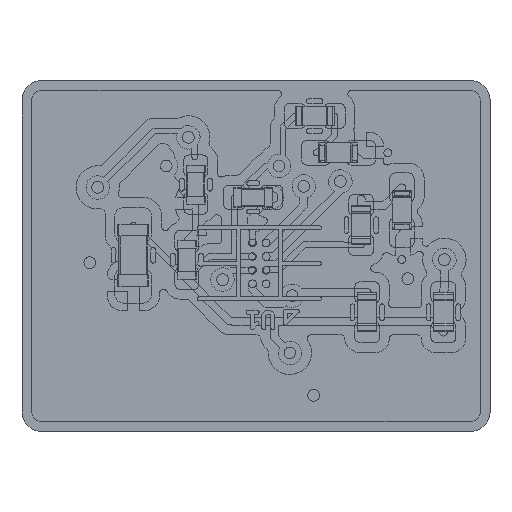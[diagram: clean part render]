
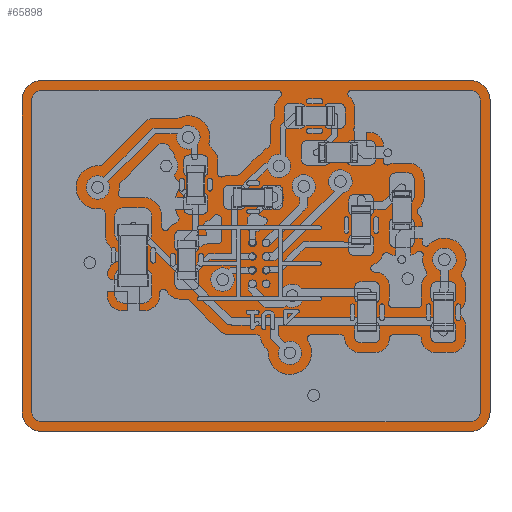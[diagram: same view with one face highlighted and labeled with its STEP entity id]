
A CAD part, top view. The second image highlights one B-rep face of the part: STEP entity #65898.
In plain terms, the highlighted planar face has unit normal (0, 0, 1).
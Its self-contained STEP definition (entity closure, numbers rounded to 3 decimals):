
#65595 = VERTEX_POINT('',#65596);
#65596 = CARTESIAN_POINT('',(160.841,-98.73,1.51));
#65602 = EDGE_CURVE('',#65595,#65603,#65605,.T.);
#65603 = VERTEX_POINT('',#65604);
#65604 = CARTESIAN_POINT('',(161.341,-99.23,1.51));
#65605 = CIRCLE('',#65606,0.5);
#65606 = AXIS2_PLACEMENT_3D('',#65607,#65608,#65609);
#65607 = CARTESIAN_POINT('',(160.841,-99.23,1.51));
#65608 = DIRECTION('',(0.,0.,-1.));
#65609 = DIRECTION('',(0.,1.,0.));
#65637 = VERTEX_POINT('',#65638);
#65638 = CARTESIAN_POINT('',(149.841,-98.73,1.51));
#65644 = EDGE_CURVE('',#65637,#65595,#65645,.T.);
#65645 = LINE('',#65646,#65647);
#65646 = CARTESIAN_POINT('',(149.841,-98.73,1.51));
#65647 = VECTOR('',#65648,1.);
#65648 = DIRECTION('',(1.,0.,0.));
#65666 = EDGE_CURVE('',#65603,#65667,#65669,.T.);
#65667 = VERTEX_POINT('',#65668);
#65668 = CARTESIAN_POINT('',(161.341,-107.23,1.51));
#65669 = LINE('',#65670,#65671);
#65670 = CARTESIAN_POINT('',(161.341,-99.23,1.51));
#65671 = VECTOR('',#65672,1.);
#65672 = DIRECTION('',(0.,-1.,0.));
#65898 = ADVANCED_FACE('',(#65899,#65945,#65956,#65967,#65978,#65989,
    #66000,#66011,#66022,#66033,#66044,#66055,#66066,#66077,#66088),
  #66099,.T.);
#65899 = FACE_BOUND('',#65900,.T.);
#65900 = EDGE_LOOP('',(#65901,#65902,#65903,#65912,#65920,#65929,#65937,
    #65944));
#65901 = ORIENTED_EDGE('',*,*,#65602,.F.);
#65902 = ORIENTED_EDGE('',*,*,#65644,.F.);
#65903 = ORIENTED_EDGE('',*,*,#65904,.F.);
#65904 = EDGE_CURVE('',#65905,#65637,#65907,.T.);
#65905 = VERTEX_POINT('',#65906);
#65906 = CARTESIAN_POINT('',(149.341,-99.23,1.51));
#65907 = CIRCLE('',#65908,0.5);
#65908 = AXIS2_PLACEMENT_3D('',#65909,#65910,#65911);
#65909 = CARTESIAN_POINT('',(149.841,-99.23,1.51));
#65910 = DIRECTION('',(0.,0.,-1.));
#65911 = DIRECTION('',(-1.,0.,0.));
#65912 = ORIENTED_EDGE('',*,*,#65913,.F.);
#65913 = EDGE_CURVE('',#65914,#65905,#65916,.T.);
#65914 = VERTEX_POINT('',#65915);
#65915 = CARTESIAN_POINT('',(149.341,-107.23,1.51));
#65916 = LINE('',#65917,#65918);
#65917 = CARTESIAN_POINT('',(149.341,-107.23,1.51));
#65918 = VECTOR('',#65919,1.);
#65919 = DIRECTION('',(0.,1.,0.));
#65920 = ORIENTED_EDGE('',*,*,#65921,.F.);
#65921 = EDGE_CURVE('',#65922,#65914,#65924,.T.);
#65922 = VERTEX_POINT('',#65923);
#65923 = CARTESIAN_POINT('',(149.841,-107.73,1.51));
#65924 = CIRCLE('',#65925,0.5);
#65925 = AXIS2_PLACEMENT_3D('',#65926,#65927,#65928);
#65926 = CARTESIAN_POINT('',(149.841,-107.23,1.51));
#65927 = DIRECTION('',(0.,0.,-1.));
#65928 = DIRECTION('',(0.,-1.,-0.));
#65929 = ORIENTED_EDGE('',*,*,#65930,.F.);
#65930 = EDGE_CURVE('',#65931,#65922,#65933,.T.);
#65931 = VERTEX_POINT('',#65932);
#65932 = CARTESIAN_POINT('',(160.841,-107.73,1.51));
#65933 = LINE('',#65934,#65935);
#65934 = CARTESIAN_POINT('',(160.841,-107.73,1.51));
#65935 = VECTOR('',#65936,1.);
#65936 = DIRECTION('',(-1.,0.,0.));
#65937 = ORIENTED_EDGE('',*,*,#65938,.F.);
#65938 = EDGE_CURVE('',#65667,#65931,#65939,.T.);
#65939 = CIRCLE('',#65940,0.5);
#65940 = AXIS2_PLACEMENT_3D('',#65941,#65942,#65943);
#65941 = CARTESIAN_POINT('',(160.841,-107.23,1.51));
#65942 = DIRECTION('',(0.,0.,-1.));
#65943 = DIRECTION('',(1.,0.,0.));
#65944 = ORIENTED_EDGE('',*,*,#65666,.F.);
#65945 = FACE_BOUND('',#65946,.T.);
#65946 = EDGE_LOOP('',(#65947));
#65947 = ORIENTED_EDGE('',*,*,#65948,.T.);
#65948 = EDGE_CURVE('',#65949,#65949,#65951,.T.);
#65949 = VERTEX_POINT('',#65950);
#65950 = CARTESIAN_POINT('',(154.483,-103.985,1.51));
#65951 = CIRCLE('',#65952,0.15);
#65952 = AXIS2_PLACEMENT_3D('',#65953,#65954,#65955);
#65953 = CARTESIAN_POINT('',(154.483,-103.835,1.51));
#65954 = DIRECTION('',(-0.,0.,-1.));
#65955 = DIRECTION('',(-0.,-1.,0.));
#65956 = FACE_BOUND('',#65957,.T.);
#65957 = EDGE_LOOP('',(#65958));
#65958 = ORIENTED_EDGE('',*,*,#65959,.T.);
#65959 = EDGE_CURVE('',#65960,#65960,#65962,.T.);
#65960 = VERTEX_POINT('',#65961);
#65961 = CARTESIAN_POINT('',(156.82,-106.957,1.51));
#65962 = CIRCLE('',#65963,0.15);
#65963 = AXIS2_PLACEMENT_3D('',#65964,#65965,#65966);
#65964 = CARTESIAN_POINT('',(156.82,-106.807,1.51));
#65965 = DIRECTION('',(-0.,0.,-1.));
#65966 = DIRECTION('',(-0.,-1.,0.));
#65967 = FACE_BOUND('',#65968,.T.);
#65968 = EDGE_LOOP('',(#65969));
#65969 = ORIENTED_EDGE('',*,*,#65970,.T.);
#65970 = EDGE_CURVE('',#65971,#65971,#65973,.T.);
#65971 = VERTEX_POINT('',#65972);
#65972 = CARTESIAN_POINT('',(156.21,-105.865,1.51));
#65973 = CIRCLE('',#65974,0.15);
#65974 = AXIS2_PLACEMENT_3D('',#65975,#65976,#65977);
#65975 = CARTESIAN_POINT('',(156.21,-105.715,1.51));
#65976 = DIRECTION('',(-0.,0.,-1.));
#65977 = DIRECTION('',(-0.,-1.,0.));
#65978 = FACE_BOUND('',#65979,.T.);
#65979 = EDGE_LOOP('',(#65980));
#65980 = ORIENTED_EDGE('',*,*,#65981,.T.);
#65981 = EDGE_CURVE('',#65982,#65982,#65984,.T.);
#65982 = VERTEX_POINT('',#65983);
#65983 = CARTESIAN_POINT('',(156.266,-104.399,1.51));
#65984 = CIRCLE('',#65985,0.15);
#65985 = AXIS2_PLACEMENT_3D('',#65986,#65987,#65988);
#65986 = CARTESIAN_POINT('',(156.266,-104.249,1.51));
#65987 = DIRECTION('',(-0.,0.,-1.));
#65988 = DIRECTION('',(-0.,-1.,0.));
#65989 = FACE_BOUND('',#65990,.T.);
#65990 = EDGE_LOOP('',(#65991));
#65991 = ORIENTED_EDGE('',*,*,#65992,.T.);
#65992 = EDGE_CURVE('',#65993,#65993,#65995,.T.);
#65993 = VERTEX_POINT('',#65994);
#65994 = CARTESIAN_POINT('',(159.233,-103.96,1.51));
#65995 = CIRCLE('',#65996,0.15);
#65996 = AXIS2_PLACEMENT_3D('',#65997,#65998,#65999);
#65997 = CARTESIAN_POINT('',(159.233,-103.81,1.51));
#65998 = DIRECTION('',(-0.,0.,-1.));
#65999 = DIRECTION('',(-0.,-1.,0.));
#66000 = FACE_BOUND('',#66001,.T.);
#66001 = EDGE_LOOP('',(#66002));
#66002 = ORIENTED_EDGE('',*,*,#66003,.T.);
#66003 = EDGE_CURVE('',#66004,#66004,#66006,.T.);
#66004 = VERTEX_POINT('',#66005);
#66005 = CARTESIAN_POINT('',(151.079,-103.553,1.51));
#66006 = CIRCLE('',#66007,0.15);
#66007 = AXIS2_PLACEMENT_3D('',#66008,#66009,#66010);
#66008 = CARTESIAN_POINT('',(151.079,-103.403,1.51));
#66009 = DIRECTION('',(-0.,0.,-1.));
#66010 = DIRECTION('',(0.,-1.,0.));
#66011 = FACE_BOUND('',#66012,.T.);
#66012 = EDGE_LOOP('',(#66013));
#66013 = ORIENTED_EDGE('',*,*,#66014,.T.);
#66014 = EDGE_CURVE('',#66015,#66015,#66017,.T.);
#66015 = VERTEX_POINT('',#66016);
#66016 = CARTESIAN_POINT('',(151.282,-101.623,1.51));
#66017 = CIRCLE('',#66018,0.15);
#66018 = AXIS2_PLACEMENT_3D('',#66019,#66020,#66021);
#66019 = CARTESIAN_POINT('',(151.282,-101.473,1.51));
#66020 = DIRECTION('',(-0.,0.,-1.));
#66021 = DIRECTION('',(-0.,-1.,0.));
#66022 = FACE_BOUND('',#66023,.T.);
#66023 = EDGE_LOOP('',(#66024));
#66024 = ORIENTED_EDGE('',*,*,#66025,.T.);
#66025 = EDGE_CURVE('',#66026,#66026,#66028,.T.);
#66026 = VERTEX_POINT('',#66027);
#66027 = CARTESIAN_POINT('',(153.037,-101.074,1.51));
#66028 = CIRCLE('',#66029,0.15);
#66029 = AXIS2_PLACEMENT_3D('',#66030,#66031,#66032);
#66030 = CARTESIAN_POINT('',(153.037,-100.924,1.51));
#66031 = DIRECTION('',(-0.,0.,-1.));
#66032 = DIRECTION('',(-0.,-1.,0.));
#66033 = FACE_BOUND('',#66034,.T.);
#66034 = EDGE_LOOP('',(#66035));
#66035 = ORIENTED_EDGE('',*,*,#66036,.T.);
#66036 = EDGE_CURVE('',#66037,#66037,#66039,.T.);
#66037 = VERTEX_POINT('',#66038);
#66038 = CARTESIAN_POINT('',(153.607,-100.34,1.51));
#66039 = CIRCLE('',#66040,0.15);
#66040 = AXIS2_PLACEMENT_3D('',#66041,#66042,#66043);
#66041 = CARTESIAN_POINT('',(153.607,-100.19,1.51));
#66042 = DIRECTION('',(-0.,0.,-1.));
#66043 = DIRECTION('',(0.,-1.,-0.));
#66044 = FACE_BOUND('',#66045,.T.);
#66045 = EDGE_LOOP('',(#66046));
#66046 = ORIENTED_EDGE('',*,*,#66047,.T.);
#66047 = EDGE_CURVE('',#66048,#66048,#66050,.T.);
#66048 = VERTEX_POINT('',#66049);
#66049 = CARTESIAN_POINT('',(160.172,-103.477,1.51));
#66050 = CIRCLE('',#66051,0.15);
#66051 = AXIS2_PLACEMENT_3D('',#66052,#66053,#66054);
#66052 = CARTESIAN_POINT('',(160.172,-103.327,1.51));
#66053 = DIRECTION('',(-0.,0.,-1.));
#66054 = DIRECTION('',(0.,-1.,-0.));
#66055 = FACE_BOUND('',#66056,.T.);
#66056 = EDGE_LOOP('',(#66057));
#66057 = ORIENTED_EDGE('',*,*,#66058,.T.);
#66058 = EDGE_CURVE('',#66059,#66059,#66061,.T.);
#66059 = VERTEX_POINT('',#66060);
#66060 = CARTESIAN_POINT('',(155.75,-101.877,1.51));
#66061 = CIRCLE('',#66062,0.15);
#66062 = AXIS2_PLACEMENT_3D('',#66063,#66064,#66065);
#66063 = CARTESIAN_POINT('',(155.75,-101.727,1.51));
#66064 = DIRECTION('',(-0.,0.,-1.));
#66065 = DIRECTION('',(-0.,-1.,0.));
#66066 = FACE_BOUND('',#66067,.T.);
#66067 = EDGE_LOOP('',(#66068));
#66068 = ORIENTED_EDGE('',*,*,#66069,.T.);
#66069 = EDGE_CURVE('',#66070,#66070,#66072,.T.);
#66070 = VERTEX_POINT('',#66071);
#66071 = CARTESIAN_POINT('',(156.566,-101.598,1.51));
#66072 = CIRCLE('',#66073,0.15);
#66073 = AXIS2_PLACEMENT_3D('',#66074,#66075,#66076);
#66074 = CARTESIAN_POINT('',(156.566,-101.448,1.51));
#66075 = DIRECTION('',(-0.,0.,-1.));
#66076 = DIRECTION('',(0.,-1.,0.));
#66077 = FACE_BOUND('',#66078,.T.);
#66078 = EDGE_LOOP('',(#66079));
#66079 = ORIENTED_EDGE('',*,*,#66080,.T.);
#66080 = EDGE_CURVE('',#66081,#66081,#66083,.T.);
#66081 = VERTEX_POINT('',#66082);
#66082 = CARTESIAN_POINT('',(155.931,-101.073,1.51));
#66083 = CIRCLE('',#66084,0.15);
#66084 = AXIS2_PLACEMENT_3D('',#66085,#66086,#66087);
#66085 = CARTESIAN_POINT('',(155.931,-100.923,1.51));
#66086 = DIRECTION('',(-0.,0.,-1.));
#66087 = DIRECTION('',(-0.,-1.,0.));
#66088 = FACE_BOUND('',#66089,.T.);
#66089 = EDGE_LOOP('',(#66090));
#66090 = ORIENTED_EDGE('',*,*,#66091,.T.);
#66091 = EDGE_CURVE('',#66092,#66092,#66094,.T.);
#66092 = VERTEX_POINT('',#66093);
#66093 = CARTESIAN_POINT('',(157.505,-101.471,1.51));
#66094 = CIRCLE('',#66095,0.15);
#66095 = AXIS2_PLACEMENT_3D('',#66096,#66097,#66098);
#66096 = CARTESIAN_POINT('',(157.505,-101.321,1.51));
#66097 = DIRECTION('',(-0.,0.,-1.));
#66098 = DIRECTION('',(-0.,-1.,0.));
#66099 = PLANE('',#66100);
#66100 = AXIS2_PLACEMENT_3D('',#66101,#66102,#66103);
#66101 = CARTESIAN_POINT('',(0.,0.,1.51));
#66102 = DIRECTION('',(0.,0.,1.));
#66103 = DIRECTION('',(1.,0.,-0.));
